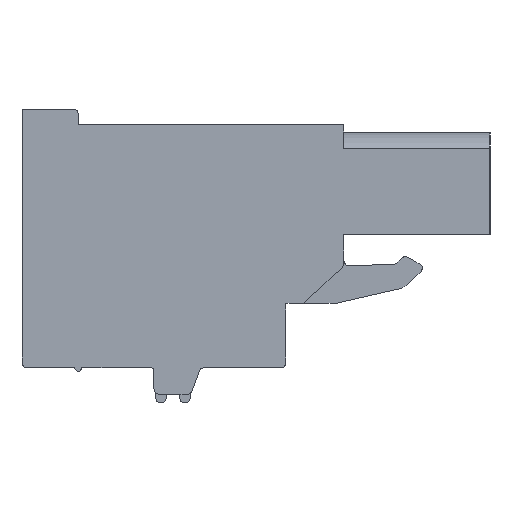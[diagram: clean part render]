
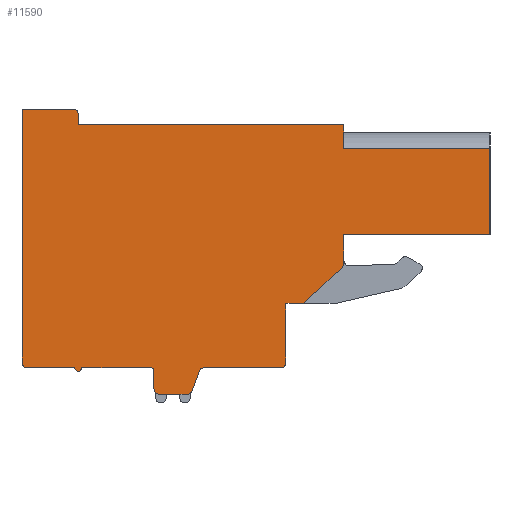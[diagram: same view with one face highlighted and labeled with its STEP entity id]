
A CAD part, left-side view. The second image highlights one B-rep face of the part: STEP entity #11590.
In plain terms, the highlighted planar face has unit normal (-1, 0, 0).
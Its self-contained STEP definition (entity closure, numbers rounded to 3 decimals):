
#1=DIRECTION('',(0.,1.,0.));
#2=VECTOR('',#1,8.3);
#3=CARTESIAN_POINT('',(0.,-13.96,5.635));
#4=LINE('',#3,#2);
#5=DIRECTION('',(0.,1.,0.));
#6=VECTOR('',#5,8.3);
#7=CARTESIAN_POINT('',(0.,-13.96,0.73));
#8=LINE('',#7,#6);
#9=DIRECTION('',(0.,0.,-1.));
#10=VECTOR('',#9,1.64);
#11=CARTESIAN_POINT('',(0.,-5.66,0.73));
#12=LINE('',#11,#10);
#13=CARTESIAN_POINT('',(0.,-5.36,-0.91));
#14=DIRECTION('',(1.,0.,0.));
#15=DIRECTION('',(0.,-1.,0.));
#16=AXIS2_PLACEMENT_3D('',#13,#14,#15);
#18=DIRECTION('',(0.,0.731,-0.683));
#19=VECTOR('',#18,3.018);
#20=CARTESIAN_POINT('',(0.,-5.565,-1.129));
#21=LINE('',#20,#19);
#22=DIRECTION('',(0.,1.,0.));
#23=VECTOR('',#22,1.);
#24=CARTESIAN_POINT('',(0.,-3.36,-3.19));
#25=LINE('',#24,#23);
#26=DIRECTION('',(0.,0.,-1.));
#27=VECTOR('',#26,0.5);
#28=CARTESIAN_POINT('',(0.,-2.36,-3.19));
#29=LINE('',#28,#27);
#30=DIRECTION('',(0.,0.,-1.));
#31=VECTOR('',#30,2.35);
#32=CARTESIAN_POINT('',(0.,-2.36,-3.69));
#33=LINE('',#32,#31);
#34=DIRECTION('',(0.,0.,-1.));
#35=VECTOR('',#34,0.5);
#36=CARTESIAN_POINT('',(0.,-2.36,-6.04));
#37=LINE('',#36,#35);
#38=CARTESIAN_POINT('',(0.,-2.06,-6.54));
#39=DIRECTION('',(1.,0.,0.));
#40=DIRECTION('',(0.,-1.,0.));
#41=AXIS2_PLACEMENT_3D('',#38,#39,#40);
#43=DIRECTION('',(0.,1.,0.));
#44=VECTOR('',#43,4.34);
#45=CARTESIAN_POINT('',(0.,-2.06,-6.84));
#46=LINE('',#45,#44);
#47=CARTESIAN_POINT('',(0.,2.28,-7.14));
#48=DIRECTION('',(-1.,0.,0.));
#49=DIRECTION('',(0.,0.,1.));
#50=AXIS2_PLACEMENT_3D('',#47,#48,#49);
#52=DIRECTION('',(0.,0.345,-0.939));
#53=VECTOR('',#52,1.179);
#54=CARTESIAN_POINT('',(0.,2.562,-7.037));
#55=LINE('',#54,#53);
#56=CARTESIAN_POINT('',(0.,3.25,-8.04));
#57=DIRECTION('',(1.,0.,0.));
#58=DIRECTION('',(0.,-0.939,-0.345));
#59=AXIS2_PLACEMENT_3D('',#56,#57,#58);
#61=DIRECTION('',(0.,1.,0.));
#62=VECTOR('',#61,1.59);
#63=CARTESIAN_POINT('',(0.,3.25,-8.34));
#64=LINE('',#63,#62);
#65=CARTESIAN_POINT('',(0.,4.84,-8.04));
#66=DIRECTION('',(1.,0.,0.));
#67=DIRECTION('',(0.,0.,-1.));
#68=AXIS2_PLACEMENT_3D('',#65,#66,#67);
#70=DIRECTION('',(0.,0.,1.));
#71=VECTOR('',#70,1.);
#72=CARTESIAN_POINT('',(0.,5.14,-8.04));
#73=LINE('',#72,#71);
#74=CARTESIAN_POINT('',(0.,5.34,-7.04));
#75=DIRECTION('',(-1.,0.,0.));
#76=DIRECTION('',(0.,-1.,0.));
#77=AXIS2_PLACEMENT_3D('',#74,#75,#76);
#79=DIRECTION('',(0.,1.,0.));
#80=VECTOR('',#79,3.9);
#81=CARTESIAN_POINT('',(0.,5.34,-6.84));
#82=LINE('',#81,#80);
#83=CARTESIAN_POINT('',(0.,9.44,-6.84));
#84=DIRECTION('',(1.,0.,0.));
#85=DIRECTION('',(0.,-1.,0.));
#86=AXIS2_PLACEMENT_3D('',#83,#84,#85);
#88=DIRECTION('',(0.,1.,0.));
#89=VECTOR('',#88,2.7);
#90=CARTESIAN_POINT('',(0.,9.64,-6.84));
#91=LINE('',#90,#89);
#92=CARTESIAN_POINT('',(0.,12.34,-6.54));
#93=DIRECTION('',(1.,0.,0.));
#94=DIRECTION('',(0.,0.,-1.));
#95=AXIS2_PLACEMENT_3D('',#92,#93,#94);
#97=DIRECTION('',(0.,0.,1.));
#98=VECTOR('',#97,0.5);
#99=CARTESIAN_POINT('',(0.,12.64,-6.54));
#100=LINE('',#99,#98);
#101=DIRECTION('',(0.,0.,1.));
#102=VECTOR('',#101,13.9);
#103=CARTESIAN_POINT('',(0.,12.64,-6.04));
#104=LINE('',#103,#102);
#105=DIRECTION('',(0.,-1.,0.));
#106=VECTOR('',#105,2.9);
#107=CARTESIAN_POINT('',(0.,12.64,7.86));
#108=LINE('',#107,#106);
#109=CARTESIAN_POINT('',(0.,9.74,7.56));
#110=DIRECTION('',(1.,0.,0.));
#111=DIRECTION('',(0.,0.,1.));
#112=AXIS2_PLACEMENT_3D('',#109,#110,#111);
#114=DIRECTION('',(0.,0.,-1.));
#115=VECTOR('',#114,0.6);
#116=CARTESIAN_POINT('',(0.,9.44,7.56));
#117=LINE('',#116,#115);
#118=DIRECTION('',(0.,-1.,0.));
#119=VECTOR('',#118,15.1);
#120=CARTESIAN_POINT('',(0.,9.44,6.96));
#121=LINE('',#120,#119);
#256=DIRECTION('',(0.,0.,1.));
#257=VECTOR('',#256,1.325);
#258=CARTESIAN_POINT('',(0.,-5.66,5.635));
#259=LINE('',#258,#257);
#701=DIRECTION('',(0.,0.,1.));
#702=VECTOR('',#701,4.905);
#703=CARTESIAN_POINT('',(0.,-13.96,0.73));
#704=LINE('',#703,#702);
#8771=CARTESIAN_POINT('',(0.,12.34,-6.84));
#8772=CARTESIAN_POINT('',(0.,12.64,-6.54));
#8773=VERTEX_POINT('',#8771);
#8774=VERTEX_POINT('',#8772);
#8775=CARTESIAN_POINT('',(0.,12.64,-6.04));
#8776=VERTEX_POINT('',#8775);
#8777=CARTESIAN_POINT('',(0.,12.64,7.86));
#8778=VERTEX_POINT('',#8777);
#8779=CARTESIAN_POINT('',(0.,9.74,7.86));
#8780=VERTEX_POINT('',#8779);
#8781=CARTESIAN_POINT('',(0.,9.44,7.56));
#8782=VERTEX_POINT('',#8781);
#8783=CARTESIAN_POINT('',(0.,9.44,6.96));
#8784=VERTEX_POINT('',#8783);
#8785=CARTESIAN_POINT('',(0.,-5.66,6.96));
#8786=VERTEX_POINT('',#8785);
#8787=CARTESIAN_POINT('',(0.,-13.96,0.73));
#8788=CARTESIAN_POINT('',(0.,-5.66,0.73));
#8789=VERTEX_POINT('',#8787);
#8790=VERTEX_POINT('',#8788);
#8791=CARTESIAN_POINT('',(0.,-5.66,-0.91));
#8792=VERTEX_POINT('',#8791);
#8793=CARTESIAN_POINT('',(0.,-5.565,-1.129));
#8794=VERTEX_POINT('',#8793);
#8795=CARTESIAN_POINT('',(0.,-3.36,-3.19));
#8796=VERTEX_POINT('',#8795);
#8797=CARTESIAN_POINT('',(0.,-2.36,-3.19));
#8798=VERTEX_POINT('',#8797);
#8799=CARTESIAN_POINT('',(0.,-2.36,-3.69));
#8800=VERTEX_POINT('',#8799);
#8801=CARTESIAN_POINT('',(0.,-2.36,-6.04));
#8802=VERTEX_POINT('',#8801);
#8803=CARTESIAN_POINT('',(0.,-2.36,-6.54));
#8804=VERTEX_POINT('',#8803);
#8805=CARTESIAN_POINT('',(0.,-2.06,-6.84));
#8806=VERTEX_POINT('',#8805);
#8807=CARTESIAN_POINT('',(0.,2.28,-6.84));
#8808=VERTEX_POINT('',#8807);
#8809=CARTESIAN_POINT('',(0.,2.562,-7.037));
#8810=VERTEX_POINT('',#8809);
#8811=CARTESIAN_POINT('',(0.,2.968,-8.143));
#8812=VERTEX_POINT('',#8811);
#8813=CARTESIAN_POINT('',(0.,3.25,-8.34));
#8814=VERTEX_POINT('',#8813);
#8815=CARTESIAN_POINT('',(0.,4.84,-8.34));
#8816=VERTEX_POINT('',#8815);
#8817=CARTESIAN_POINT('',(0.,5.14,-8.04));
#8818=VERTEX_POINT('',#8817);
#8819=CARTESIAN_POINT('',(0.,5.14,-7.04));
#8820=VERTEX_POINT('',#8819);
#8821=CARTESIAN_POINT('',(0.,5.34,-6.84));
#8822=VERTEX_POINT('',#8821);
#8823=CARTESIAN_POINT('',(0.,9.24,-6.84));
#8824=VERTEX_POINT('',#8823);
#8825=CARTESIAN_POINT('',(0.,9.64,-6.84));
#8826=VERTEX_POINT('',#8825);
#9131=CARTESIAN_POINT('',(0.,-13.96,5.635));
#9132=CARTESIAN_POINT('',(0.,-5.66,5.635));
#9133=VERTEX_POINT('',#9131);
#9134=VERTEX_POINT('',#9132);
#11523=CARTESIAN_POINT('',(0.,0.,0.));
#11524=DIRECTION('',(1.,0.,0.));
#11525=DIRECTION('',(0.,-1.,0.));
#11526=AXIS2_PLACEMENT_3D('',#11523,#11524,#11525);
#11527=PLANE('',#11526);
#11529=ORIENTED_EDGE('',*,*,#11528,.F.);
#11531=ORIENTED_EDGE('',*,*,#11530,.F.);
#11533=ORIENTED_EDGE('',*,*,#11532,.T.);
#11535=ORIENTED_EDGE('',*,*,#11534,.T.);
#11537=ORIENTED_EDGE('',*,*,#11536,.T.);
#11539=ORIENTED_EDGE('',*,*,#11538,.T.);
#11541=ORIENTED_EDGE('',*,*,#11540,.T.);
#11543=ORIENTED_EDGE('',*,*,#11542,.T.);
#11545=ORIENTED_EDGE('',*,*,#11544,.T.);
#11547=ORIENTED_EDGE('',*,*,#11546,.T.);
#11549=ORIENTED_EDGE('',*,*,#11548,.T.);
#11551=ORIENTED_EDGE('',*,*,#11550,.T.);
#11553=ORIENTED_EDGE('',*,*,#11552,.T.);
#11555=ORIENTED_EDGE('',*,*,#11554,.T.);
#11557=ORIENTED_EDGE('',*,*,#11556,.T.);
#11559=ORIENTED_EDGE('',*,*,#11558,.T.);
#11561=ORIENTED_EDGE('',*,*,#11560,.T.);
#11563=ORIENTED_EDGE('',*,*,#11562,.T.);
#11565=ORIENTED_EDGE('',*,*,#11564,.T.);
#11567=ORIENTED_EDGE('',*,*,#11566,.T.);
#11569=ORIENTED_EDGE('',*,*,#11568,.T.);
#11571=ORIENTED_EDGE('',*,*,#11570,.T.);
#11573=ORIENTED_EDGE('',*,*,#11572,.T.);
#11575=ORIENTED_EDGE('',*,*,#11574,.T.);
#11577=ORIENTED_EDGE('',*,*,#11576,.T.);
#11579=ORIENTED_EDGE('',*,*,#11578,.T.);
#11581=ORIENTED_EDGE('',*,*,#11580,.T.);
#11583=ORIENTED_EDGE('',*,*,#11582,.T.);
#11585=ORIENTED_EDGE('',*,*,#11584,.T.);
#11587=ORIENTED_EDGE('',*,*,#11586,.F.);
#11588=EDGE_LOOP('',(#11529,#11531,#11533,#11535,#11537,#11539,#11541,#11543,
#11545,#11547,#11549,#11551,#11553,#11555,#11557,#11559,#11561,#11563,#11565,
#11567,#11569,#11571,#11573,#11575,#11577,#11579,#11581,#11583,#11585,#11587));
#11589=FACE_OUTER_BOUND('',#11588,.F.);
#11590=ADVANCED_FACE('',(#11589),#11527,.F.);
#17=CIRCLE('',#16,0.3);
#42=CIRCLE('',#41,0.3);
#51=CIRCLE('',#50,0.3);
#60=CIRCLE('',#59,0.3);
#69=CIRCLE('',#68,0.3);
#78=CIRCLE('',#77,0.2);
#87=CIRCLE('',#86,0.2);
#96=CIRCLE('',#95,0.3);
#113=CIRCLE('',#112,0.3);
#11528=EDGE_CURVE('',#9133,#9134,#4,.T.);
#11530=EDGE_CURVE('',#8789,#9133,#704,.T.);
#11532=EDGE_CURVE('',#8789,#8790,#8,.T.);
#11534=EDGE_CURVE('',#8790,#8792,#12,.T.);
#11536=EDGE_CURVE('',#8792,#8794,#17,.T.);
#11538=EDGE_CURVE('',#8794,#8796,#21,.T.);
#11540=EDGE_CURVE('',#8796,#8798,#25,.T.);
#11542=EDGE_CURVE('',#8798,#8800,#29,.T.);
#11544=EDGE_CURVE('',#8800,#8802,#33,.T.);
#11546=EDGE_CURVE('',#8802,#8804,#37,.T.);
#11548=EDGE_CURVE('',#8804,#8806,#42,.T.);
#11550=EDGE_CURVE('',#8806,#8808,#46,.T.);
#11552=EDGE_CURVE('',#8808,#8810,#51,.T.);
#11554=EDGE_CURVE('',#8810,#8812,#55,.T.);
#11556=EDGE_CURVE('',#8812,#8814,#60,.T.);
#11558=EDGE_CURVE('',#8814,#8816,#64,.T.);
#11560=EDGE_CURVE('',#8816,#8818,#69,.T.);
#11562=EDGE_CURVE('',#8818,#8820,#73,.T.);
#11564=EDGE_CURVE('',#8820,#8822,#78,.T.);
#11566=EDGE_CURVE('',#8822,#8824,#82,.T.);
#11568=EDGE_CURVE('',#8824,#8826,#87,.T.);
#11570=EDGE_CURVE('',#8826,#8773,#91,.T.);
#11572=EDGE_CURVE('',#8773,#8774,#96,.T.);
#11574=EDGE_CURVE('',#8774,#8776,#100,.T.);
#11576=EDGE_CURVE('',#8776,#8778,#104,.T.);
#11578=EDGE_CURVE('',#8778,#8780,#108,.T.);
#11580=EDGE_CURVE('',#8780,#8782,#113,.T.);
#11582=EDGE_CURVE('',#8782,#8784,#117,.T.);
#11584=EDGE_CURVE('',#8784,#8786,#121,.T.);
#11586=EDGE_CURVE('',#9134,#8786,#259,.T.);
